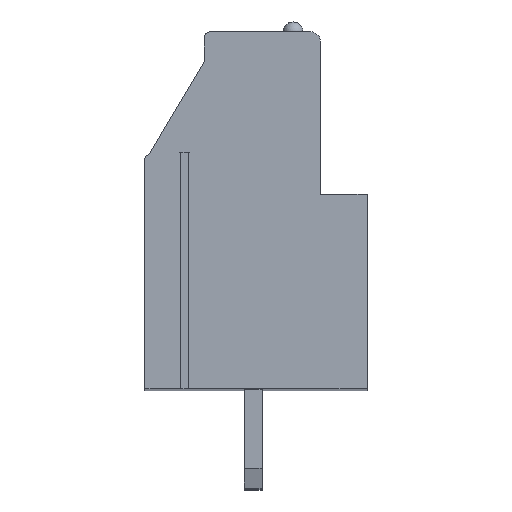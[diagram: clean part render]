
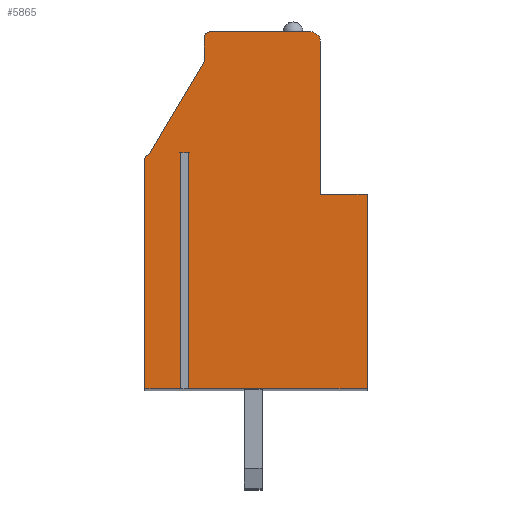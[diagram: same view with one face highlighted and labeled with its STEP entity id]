
A CAD part, top view. The second image highlights one B-rep face of the part: STEP entity #5865.
In plain terms, the highlighted planar face has unit normal (0, 0, 1).
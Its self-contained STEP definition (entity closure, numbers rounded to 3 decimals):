
#30=DIRECTION('',(-1.,0.,0.));
#31=VECTOR('',#30,0.38);
#32=CARTESIAN_POINT('',(-3.27,4.204,53.34));
#33=LINE('',#32,#31);
#34=DIRECTION('',(0.,1.,0.));
#35=VECTOR('',#34,11.9);
#36=CARTESIAN_POINT('',(-3.65,-7.696,53.34));
#37=LINE('',#36,#35);
#38=DIRECTION('',(1.,0.,0.));
#39=VECTOR('',#38,1.81);
#40=CARTESIAN_POINT('',(-5.46,-7.696,53.34));
#41=LINE('',#40,#39);
#42=DIRECTION('',(0.,-1.,0.));
#43=VECTOR('',#42,11.6);
#44=CARTESIAN_POINT('',(-5.46,3.904,53.34));
#45=LINE('',#44,#43);
#46=CARTESIAN_POINT('',(-5.26,3.904,53.34));
#47=DIRECTION('',(0.,0.,1.));
#48=DIRECTION('',(0.,1.,0.));
#49=AXIS2_PLACEMENT_3D('',#46,#47,#48);
#51=DIRECTION('',(-0.512,-0.859,0.));
#52=VECTOR('',#51,5.471);
#53=CARTESIAN_POINT('',(-2.46,8.804,53.34));
#54=LINE('',#53,#52);
#55=DIRECTION('',(0.,-1.,0.));
#56=VECTOR('',#55,1.2);
#57=CARTESIAN_POINT('',(-2.46,10.004,53.34));
#58=LINE('',#57,#56);
#59=CARTESIAN_POINT('',(-2.16,10.004,53.34));
#60=DIRECTION('',(0.,0.,1.));
#61=DIRECTION('',(0.,1.,0.));
#62=AXIS2_PLACEMENT_3D('',#59,#60,#61);
#64=DIRECTION('',(-1.,0.,0.));
#65=VECTOR('',#64,5.05);
#66=CARTESIAN_POINT('',(2.89,10.304,53.34));
#67=LINE('',#66,#65);
#68=CARTESIAN_POINT('',(2.89,9.804,53.34));
#69=DIRECTION('',(0.,0.,1.));
#70=DIRECTION('',(1.,0.,0.));
#71=AXIS2_PLACEMENT_3D('',#68,#69,#70);
#73=DIRECTION('',(0.,1.,0.));
#74=VECTOR('',#73,7.7);
#75=CARTESIAN_POINT('',(3.39,2.104,53.34));
#76=LINE('',#75,#74);
#77=DIRECTION('',(-1.,0.,0.));
#78=VECTOR('',#77,2.35);
#79=CARTESIAN_POINT('',(5.74,2.104,53.34));
#80=LINE('',#79,#78);
#81=DIRECTION('',(0.,1.,0.));
#82=VECTOR('',#81,9.8);
#83=CARTESIAN_POINT('',(5.74,-7.696,53.34));
#84=LINE('',#83,#82);
#85=DIRECTION('',(1.,0.,0.));
#86=VECTOR('',#85,9.01);
#87=CARTESIAN_POINT('',(-3.27,-7.696,53.34));
#88=LINE('',#87,#86);
#89=DIRECTION('',(0.,1.,0.));
#90=VECTOR('',#89,11.9);
#91=CARTESIAN_POINT('',(-3.27,-7.696,53.34));
#92=LINE('',#91,#90);
#4498=CARTESIAN_POINT('',(5.74,-7.696,53.34));
#4499=CARTESIAN_POINT('',(5.74,2.104,53.34));
#4500=VERTEX_POINT('',#4498);
#4501=VERTEX_POINT('',#4499);
#4502=CARTESIAN_POINT('',(3.39,2.104,53.34));
#4503=VERTEX_POINT('',#4502);
#4504=CARTESIAN_POINT('',(3.39,9.804,53.34));
#4505=VERTEX_POINT('',#4504);
#4506=CARTESIAN_POINT('',(2.89,10.304,53.34));
#4507=VERTEX_POINT('',#4506);
#4508=CARTESIAN_POINT('',(-2.16,10.304,53.34));
#4509=VERTEX_POINT('',#4508);
#4510=CARTESIAN_POINT('',(-2.46,10.004,53.34));
#4511=VERTEX_POINT('',#4510);
#4512=CARTESIAN_POINT('',(-2.46,8.804,53.34));
#4513=VERTEX_POINT('',#4512);
#4514=CARTESIAN_POINT('',(-5.26,4.104,53.34));
#4515=VERTEX_POINT('',#4514);
#4516=CARTESIAN_POINT('',(-5.46,3.904,53.34));
#4517=VERTEX_POINT('',#4516);
#4518=CARTESIAN_POINT('',(-5.46,-7.696,53.34));
#4519=VERTEX_POINT('',#4518);
#4600=CARTESIAN_POINT('',(-3.27,4.204,53.34));
#4601=CARTESIAN_POINT('',(-3.65,4.204,53.34));
#4602=VERTEX_POINT('',#4600);
#4603=VERTEX_POINT('',#4601);
#4604=CARTESIAN_POINT('',(-3.27,-7.696,53.34));
#4605=VERTEX_POINT('',#4604);
#4606=CARTESIAN_POINT('',(-3.65,-7.696,53.34));
#4607=VERTEX_POINT('',#4606);
#5828=CARTESIAN_POINT('',(0.,0.,53.34));
#5829=DIRECTION('',(0.,0.,1.));
#5830=DIRECTION('',(1.,0.,0.));
#5831=AXIS2_PLACEMENT_3D('',#5828,#5829,#5830);
#5832=PLANE('',#5831);
#5834=ORIENTED_EDGE('',*,*,#5833,.T.);
#5836=ORIENTED_EDGE('',*,*,#5835,.F.);
#5838=ORIENTED_EDGE('',*,*,#5837,.F.);
#5840=ORIENTED_EDGE('',*,*,#5839,.F.);
#5842=ORIENTED_EDGE('',*,*,#5841,.F.);
#5844=ORIENTED_EDGE('',*,*,#5843,.F.);
#5846=ORIENTED_EDGE('',*,*,#5845,.F.);
#5848=ORIENTED_EDGE('',*,*,#5847,.F.);
#5850=ORIENTED_EDGE('',*,*,#5849,.F.);
#5852=ORIENTED_EDGE('',*,*,#5851,.F.);
#5854=ORIENTED_EDGE('',*,*,#5853,.F.);
#5856=ORIENTED_EDGE('',*,*,#5855,.F.);
#5858=ORIENTED_EDGE('',*,*,#5857,.F.);
#5860=ORIENTED_EDGE('',*,*,#5859,.F.);
#5862=ORIENTED_EDGE('',*,*,#5861,.T.);
#5863=EDGE_LOOP('',(#5834,#5836,#5838,#5840,#5842,#5844,#5846,#5848,#5850,#5852,
#5854,#5856,#5858,#5860,#5862));
#5864=FACE_OUTER_BOUND('',#5863,.F.);
#50=CIRCLE('',#49,0.2);
#63=CIRCLE('',#62,0.3);
#72=CIRCLE('',#71,0.5);
#5833=EDGE_CURVE('',#4602,#4603,#33,.T.);
#5835=EDGE_CURVE('',#4607,#4603,#37,.T.);
#5837=EDGE_CURVE('',#4519,#4607,#41,.T.);
#5839=EDGE_CURVE('',#4517,#4519,#45,.T.);
#5841=EDGE_CURVE('',#4515,#4517,#50,.T.);
#5843=EDGE_CURVE('',#4513,#4515,#54,.T.);
#5845=EDGE_CURVE('',#4511,#4513,#58,.T.);
#5847=EDGE_CURVE('',#4509,#4511,#63,.T.);
#5849=EDGE_CURVE('',#4507,#4509,#67,.T.);
#5851=EDGE_CURVE('',#4505,#4507,#72,.T.);
#5853=EDGE_CURVE('',#4503,#4505,#76,.T.);
#5855=EDGE_CURVE('',#4501,#4503,#80,.T.);
#5857=EDGE_CURVE('',#4500,#4501,#84,.T.);
#5859=EDGE_CURVE('',#4605,#4500,#88,.T.);
#5861=EDGE_CURVE('',#4605,#4602,#92,.T.);
#5865=ADVANCED_FACE('',(#5864),#5832,.T.);
